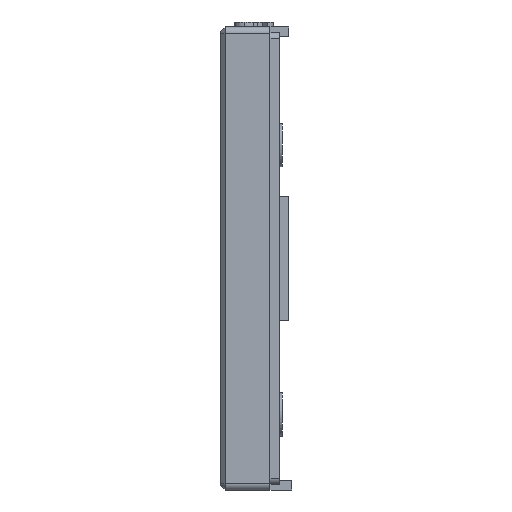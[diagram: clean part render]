
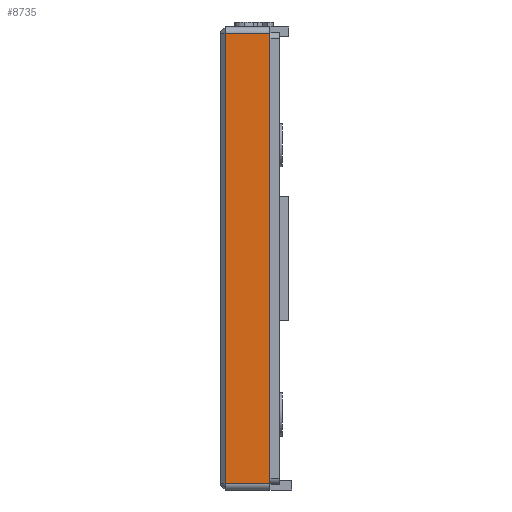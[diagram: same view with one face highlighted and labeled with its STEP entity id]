
A CAD part, left-side view. The second image highlights one B-rep face of the part: STEP entity #8735.
In plain terms, the highlighted planar face has unit normal (-1, 0, 0).
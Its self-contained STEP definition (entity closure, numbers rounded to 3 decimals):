
#69 = CARTESIAN_POINT ( 'NONE',  ( -61.457, 10., -56.997 ) ) ;
#471 = DIRECTION ( 'NONE',  ( 0., 0., -1. ) ) ;
#1289 = PLANE ( 'NONE',  #2985 ) ;
#1329 = ORIENTED_EDGE ( 'NONE', *, *, #3219, .T. ) ;
#1353 = DIRECTION ( 'NONE',  ( 0., 0., -1. ) ) ;
#1368 = CARTESIAN_POINT ( 'NONE',  ( -61.457, 2., 16.488 ) ) ;
#1606 = VECTOR ( 'NONE', #2138, 1000. ) ;
#2082 = CARTESIAN_POINT ( 'NONE',  ( -61.457, 10., 15.488 ) ) ;
#2098 = VERTEX_POINT ( 'NONE', #4821 ) ;
#2138 = DIRECTION ( 'NONE',  ( 0., 0., -1. ) ) ;
#2691 = VERTEX_POINT ( 'NONE', #7205 ) ;
#2985 = AXIS2_PLACEMENT_3D ( 'NONE', #5022, #5706, #471 ) ;
#3082 = DIRECTION ( 'NONE',  ( 0., -1., 0. ) ) ;
#3219 = EDGE_CURVE ( 'NONE', #2098, #3326, #7950, .T. ) ;
#3292 = EDGE_CURVE ( 'NONE', #2691, #5340, #5243, .T. ) ;
#3326 = VERTEX_POINT ( 'NONE', #8167 ) ;
#3737 = VECTOR ( 'NONE', #3082, 1000. ) ;
#3784 = ORIENTED_EDGE ( 'NONE', *, *, #3292, .F. ) ;
#4240 = VECTOR ( 'NONE', #7237, 1000. ) ;
#4272 = ORIENTED_EDGE ( 'NONE', *, *, #9226, .T. ) ;
#4821 = CARTESIAN_POINT ( 'NONE',  ( -61.457, 9.2, 15.488 ) ) ;
#5022 = CARTESIAN_POINT ( 'NONE',  ( -61.457, 10., -57.997 ) ) ;
#5230 = ORIENTED_EDGE ( 'NONE', *, *, #6706, .T. ) ;
#5231 = LINE ( 'NONE', #2082, #4240 ) ;
#5243 = LINE ( 'NONE', #1368, #1606 ) ;
#5340 = VERTEX_POINT ( 'NONE', #9003 ) ;
#5706 = DIRECTION ( 'NONE',  ( 1., 0., 0. ) ) ;
#6265 = VECTOR ( 'NONE', #1353, 1000. ) ;
#6706 = EDGE_CURVE ( 'NONE', #3326, #5340, #6762, .T. ) ;
#6762 = LINE ( 'NONE', #69, #3737 ) ;
#7205 = CARTESIAN_POINT ( 'NONE',  ( -61.457, 2., 15.488 ) ) ;
#7237 = DIRECTION ( 'NONE',  ( 0., 1., 0. ) ) ;
#7950 = LINE ( 'NONE', #9409, #6265 ) ;
#7972 = EDGE_LOOP ( 'NONE', ( #4272, #1329, #5230, #3784 ) ) ;
#8167 = CARTESIAN_POINT ( 'NONE',  ( -61.457, 9.2, -56.997 ) ) ;
#8626 = FACE_OUTER_BOUND ( 'NONE', #7972, .T. ) ;
#8735 = ADVANCED_FACE ( 'NONE', ( #8626 ), #1289, .F. ) ;
#9003 = CARTESIAN_POINT ( 'NONE',  ( -61.457, 2., -56.997 ) ) ;
#9226 = EDGE_CURVE ( 'NONE', #2691, #2098, #5231, .T. ) ;
#9409 = CARTESIAN_POINT ( 'NONE',  ( -61.457, 9.2, -56.997 ) ) ;
